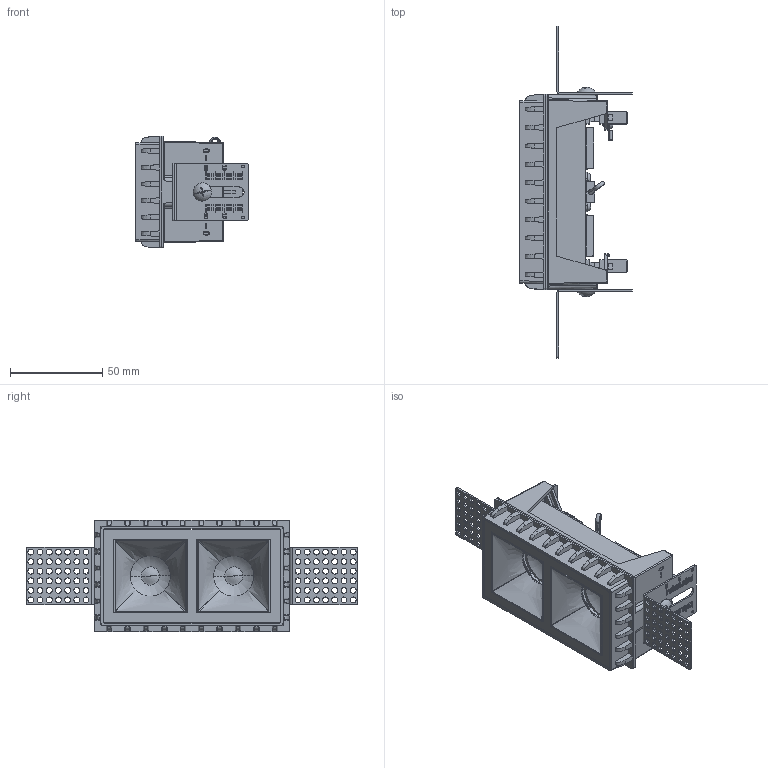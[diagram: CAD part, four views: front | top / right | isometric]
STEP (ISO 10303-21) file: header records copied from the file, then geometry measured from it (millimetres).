
FILE_DESCRIPTION (( 'STEP AP214' ), '1' );
FILE_NAME ('Q7-T2压铸方案23.8..29.STEP', '2023-08-29T00:14:14', ( '微软用户' ), ( '微软中国' ), 'SwSTEP 2.0', 'SolidWorks 2018', '' );
FILE_SCHEMA (( 'AUTOMOTIVE_DESIGN' ));
Length unit declared in the file: millimetre
Products named in the file (23): 藷坶羲壽譫璃; Q7-T2拸晚遺盓殤; Q7-T2奻腑极; Q7-T2狟腑极; D25-芵噩-盓殤-殑嫖欶191128-E; 5050嫖埭啣; M2.5X4沉头十字螺丝(头径￠4) ; 紾筐諶; Q7-毀嫖欶-DB; 内径4，护线胶圈; M3X5埴芛囀鞠褒蹟佪; M3X5麥芛囀鞠褒蹟佪; M3X5沉头十字螺丝（小头）; 僭倛揤盄啣; Q7-T2揤翉遴拸晚遺; 门锁开关公头（塑料件）; M5X5湮攫芛坋趼蹟佪; M5侐源蹟譫; Q7-T2揤翉源偶23.8..29; Q7-T2拸晚遺; M3X4埴芛囀鞠褒蹟佪.; ￠1.0X150安全线; M3俋喘貌侗
Assembly tree (39 placements, depth 3):
  Q7-T2揤翉源偶23.8..29
    门锁开关公头（塑料件）  x2
    僭倛揤盄啣
    M3X5麥芛囀鞠褒蹟佪  x4
    M3X5埴芛囀鞠褒蹟佪  x2
    内径4，护线胶圈
    Q7-毀嫖欶-DB  x2
    紾筐諶
    M2.5X4沉头十字螺丝(头径￠4)   x4
    5050嫖埭啣  x2
    D25-芵噩-盓殤-殑嫖欶191128-E  x2
    Q7-T2狟腑极
    Q7-T2奻腑极
    Q7-T2揤翉遴拸晚遺
      Q7-T2拸晚遺盓殤  x2
      藷坶羲壽譫璃  x2
      M3俋喘貌侗
      ￠1.0X150安全线
      M3X4埴芛囀鞠褒蹟佪.
      Q7-T2拸晚遺
      M5侐源蹟譫
      M5X5湮攫芛坋趼蹟佪  x2
    M3X5沉头十字螺丝（小头）  x4
Bounding box: 61.2 x 180.34 x 60.7 mm (x, y, z)
Volume: 93189.6 mm3; surface area: 99184 mm2
Topology: 42 solids, 42 shells, 4124 faces, 10334 edges, 6356 vertices
Faces by surface type: plane 1905, cylinder 963, bspline 747, cone 242, sphere 146, torus 121
Entity records: 104325 total; most frequent: CARTESIAN_POINT 40992, ORIENTED_EDGE 13766, DIRECTION 11644, EDGE_CURVE 6883, VERTEX_POINT 4213, AXIS2_PLACEMENT_3D 3967, LINE 3710, VECTOR 3710
